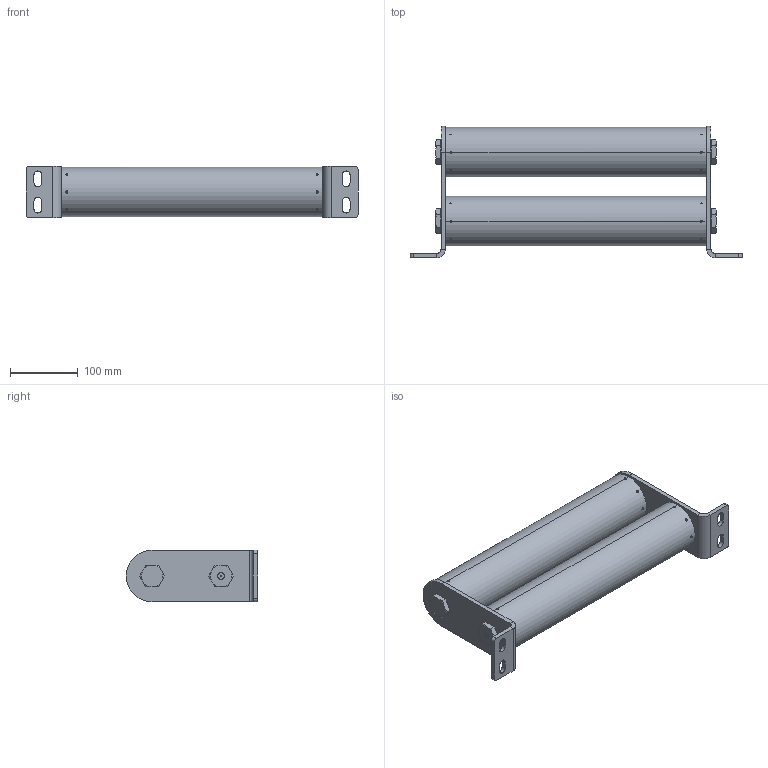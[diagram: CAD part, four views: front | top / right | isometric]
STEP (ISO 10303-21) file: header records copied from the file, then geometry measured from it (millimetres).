
FILE_DESCRIPTION (( 'STEP AP214' ), '1' );
FILE_NAME ('24397.STEP', '2024-06-11T21:06:37', ( '' ), ( '' ), 'SwSTEP 2.0', 'SolidWorks 2021', '' );
FILE_SCHEMA (( 'AUTOMOTIVE_DESIGN' ));
Length unit declared in the file: inch
Products named in the file (1): 24397
Bounding box: 488.95 x 193.8 x 76.2 mm (x, y, z)
Volume: 798626.9 mm3; surface area: 436891.7 mm2
Topology: 43 solids, 43 shells, 3645 faces, 10514 edges, 7019 vertices
Faces by surface type: cylinder 1500, plane 933, sphere 646, bspline 384, cone 180, torus 2
Entity records: 211375 total; most frequent: CARTESIAN_POINT 76967, ORIENTED_EDGE 21114, DIRECTION 14462, EDGE_CURVE 10557, VERTEX_POINT 7117, AXIS2_PLACEMENT_3D 5838, B_SPLINE_CURVE_WITH_KNOTS 4427, EDGE_LOOP 3794
